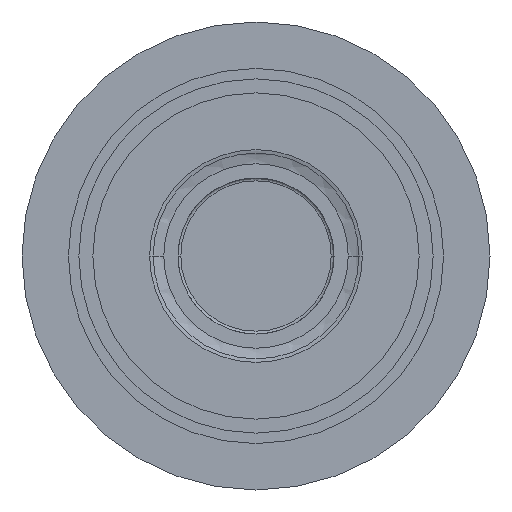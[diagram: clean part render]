
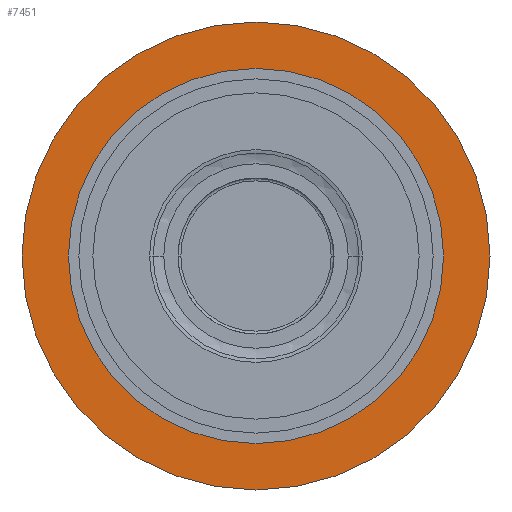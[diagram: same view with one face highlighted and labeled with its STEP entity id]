
A CAD part, front view. The second image highlights one B-rep face of the part: STEP entity #7451.
In plain terms, the highlighted free-form (B-spline) face has degree [1, 1] with [2, 2] control points.
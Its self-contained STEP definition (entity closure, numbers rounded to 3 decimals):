
#1320=CARTESIAN_POINT('',(0.,12.3,0.));
#1321=DIRECTION('',(0.,-1.,0.));
#1322=DIRECTION('',(-1.,0.,0.));
#1323=AXIS2_PLACEMENT_3D('',#1320,#1321,#1322);
#1325=CARTESIAN_POINT('',(0.,12.3,0.));
#1326=DIRECTION('',(0.,1.,0.));
#1327=DIRECTION('',(-1.,0.,0.));
#1328=AXIS2_PLACEMENT_3D('',#1325,#1326,#1327);
#1330=CARTESIAN_POINT('',(0.,12.3,0.));
#1331=DIRECTION('',(0.,1.,0.));
#1332=DIRECTION('',(-1.,0.,0.));
#1333=AXIS2_PLACEMENT_3D('',#1330,#1331,#1332);
#1343=CARTESIAN_POINT('',(0.,12.3,0.));
#1344=DIRECTION('',(0.,-1.,0.));
#1345=DIRECTION('',(-1.,0.,0.));
#1346=AXIS2_PLACEMENT_3D('',#1343,#1344,#1345);
#2938=CARTESIAN_POINT('',(-33.,12.3,0.));
#2939=VERTEX_POINT('',#2938);
#2940=CARTESIAN_POINT('',(-26.45,12.3,0.));
#2942=VERTEX_POINT('',#2940);
#2958=CARTESIAN_POINT('',(33.,12.3,0.));
#2959=VERTEX_POINT('',#2958);
#2960=CARTESIAN_POINT('',(26.45,12.3,0.));
#2962=VERTEX_POINT('',#2960);
#7436=CARTESIAN_POINT('',(-34.32,12.3,34.32));
#7437=CARTESIAN_POINT('',(-34.32,12.3,-34.32));
#7438=CARTESIAN_POINT('',(34.32,12.3,34.32));
#7439=CARTESIAN_POINT('',(34.32,12.3,-34.32));
#7440=B_SPLINE_SURFACE_WITH_KNOTS('',1,1,((#7436,#7437),(#7438,#7439)),
.UNSPECIFIED.,.F.,.F.,.F.,(2,2),(2,2),(-34.32,34.32),(-34.32,34.32),
.UNSPECIFIED.);
#7441=ORIENTED_EDGE('',*,*,#7429,.F.);
#7442=ORIENTED_EDGE('',*,*,#7404,.T.);
#7443=EDGE_LOOP('',(#7441,#7442));
#7444=FACE_OUTER_BOUND('',#7443,.F.);
#7446=ORIENTED_EDGE('',*,*,#7445,.F.);
#7448=ORIENTED_EDGE('',*,*,#7447,.T.);
#7449=EDGE_LOOP('',(#7446,#7448));
#7450=FACE_BOUND('',#7449,.F.);
#7451=ADVANCED_FACE('',(#7444,#7450),#7440,.F.);
#1324=CIRCLE('',#1323,33.);
#1329=CIRCLE('',#1328,33.);
#1334=CIRCLE('',#1333,26.45);
#1347=CIRCLE('',#1346,26.45);
#7404=EDGE_CURVE('',#2939,#2959,#1329,.T.);
#7429=EDGE_CURVE('',#2939,#2959,#1324,.T.);
#7445=EDGE_CURVE('',#2942,#2962,#1334,.T.);
#7447=EDGE_CURVE('',#2942,#2962,#1347,.T.);
